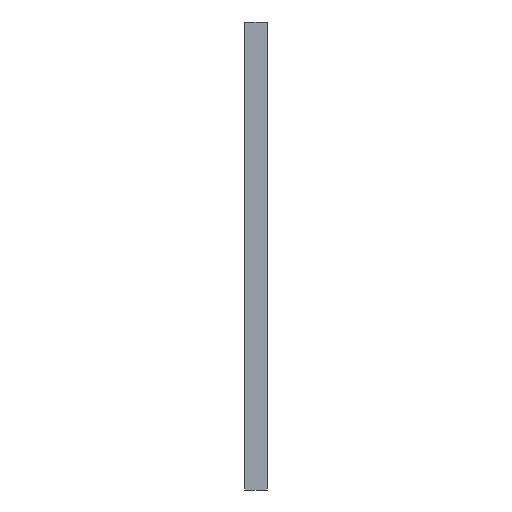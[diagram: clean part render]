
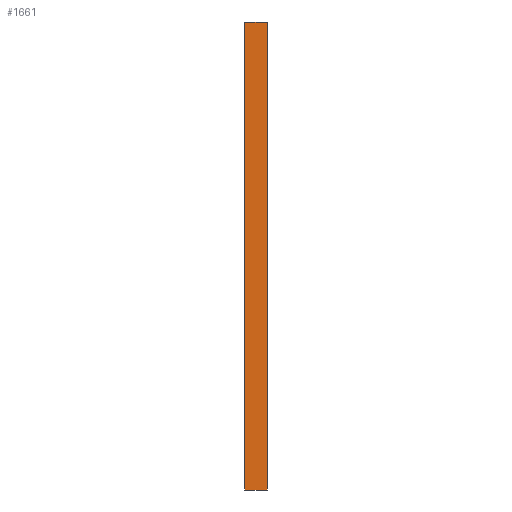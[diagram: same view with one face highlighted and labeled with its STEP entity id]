
A CAD part, left-side view. The second image highlights one B-rep face of the part: STEP entity #1661.
In plain terms, the highlighted planar face has unit normal (-1, 0, 0).
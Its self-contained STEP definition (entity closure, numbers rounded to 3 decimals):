
#37 = EDGE_CURVE ( 'NONE', #976, #2071, #1357, .T. ) ;
#84 = DIRECTION ( 'NONE',  ( 0., 0., 1. ) ) ;
#137 = CARTESIAN_POINT ( 'NONE',  ( -167.5, 8., 85. ) ) ;
#280 = EDGE_CURVE ( 'NONE', #825, #1317, #648, .T. ) ;
#372 = VECTOR ( 'NONE', #500, 1000. ) ;
#454 = CARTESIAN_POINT ( 'NONE',  ( -167.5, 8., 85. ) ) ;
#496 = AXIS2_PLACEMENT_3D ( 'NONE', #137, #1076, #1763 ) ;
#500 = DIRECTION ( 'NONE',  ( 0., -1., 0. ) ) ;
#587 = CARTESIAN_POINT ( 'NONE',  ( -167.5, 0., 85. ) ) ;
#621 = CARTESIAN_POINT ( 'NONE',  ( -167.5, 8., 85. ) ) ;
#648 = LINE ( 'NONE', #1909, #372 ) ;
#804 = EDGE_CURVE ( 'NONE', #1317, #2071, #2113, .T. ) ;
#825 = VERTEX_POINT ( 'NONE', #1555 ) ;
#923 = CARTESIAN_POINT ( 'NONE',  ( -167.5, 8., 85. ) ) ;
#976 = VERTEX_POINT ( 'NONE', #923 ) ;
#1076 = DIRECTION ( 'NONE',  ( 1., 0., 0. ) ) ;
#1157 = ORIENTED_EDGE ( 'NONE', *, *, #804, .T. ) ;
#1250 = EDGE_LOOP ( 'NONE', ( #1157, #1684, #2018, #1377 ) ) ;
#1266 = FACE_OUTER_BOUND ( 'NONE', #1250, .T. ) ;
#1317 = VERTEX_POINT ( 'NONE', #1794 ) ;
#1352 = LINE ( 'NONE', #621, #1453 ) ;
#1357 = LINE ( 'NONE', #454, #2041 ) ;
#1377 = ORIENTED_EDGE ( 'NONE', *, *, #280, .T. ) ;
#1443 = VECTOR ( 'NONE', #2125, 1000. ) ;
#1453 = VECTOR ( 'NONE', #84, 1000. ) ;
#1555 = CARTESIAN_POINT ( 'NONE',  ( -167.5, 8., -85. ) ) ;
#1661 = ADVANCED_FACE ( 'NONE', ( #1266 ), #2144, .F. ) ;
#1684 = ORIENTED_EDGE ( 'NONE', *, *, #37, .F. ) ;
#1763 = DIRECTION ( 'NONE',  ( 0., 0., -1. ) ) ;
#1794 = CARTESIAN_POINT ( 'NONE',  ( -167.5, 0., -85. ) ) ;
#1909 = CARTESIAN_POINT ( 'NONE',  ( -167.5, 8., -85. ) ) ;
#2018 = ORIENTED_EDGE ( 'NONE', *, *, #2313, .F. ) ;
#2041 = VECTOR ( 'NONE', #2086, 1000. ) ;
#2071 = VERTEX_POINT ( 'NONE', #587 ) ;
#2086 = DIRECTION ( 'NONE',  ( 0., -1., 0. ) ) ;
#2113 = LINE ( 'NONE', #2318, #1443 ) ;
#2125 = DIRECTION ( 'NONE',  ( 0., 0., 1. ) ) ;
#2144 = PLANE ( 'NONE',  #496 ) ;
#2313 = EDGE_CURVE ( 'NONE', #825, #976, #1352, .T. ) ;
#2318 = CARTESIAN_POINT ( 'NONE',  ( -167.5, 0., 85. ) ) ;
